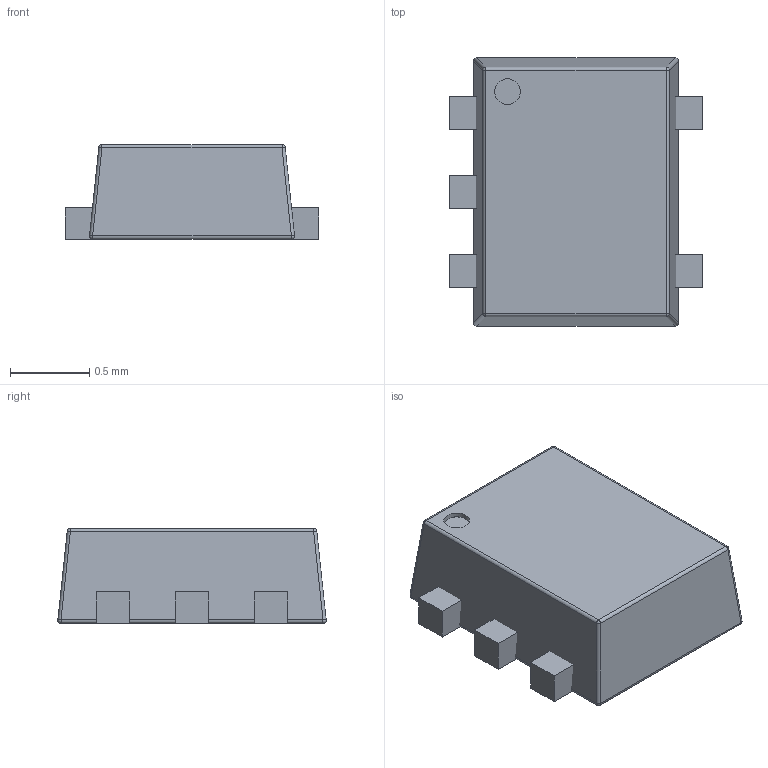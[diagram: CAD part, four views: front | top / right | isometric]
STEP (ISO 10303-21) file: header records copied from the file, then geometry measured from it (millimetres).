
FILE_DESCRIPTION(('Open CASCADE Model'),'2;1');
FILE_NAME('Open CASCADE Shape Model','2024-08-30T20:41:24',('Author'),( 'Open CASCADE'),'Open CASCADE STEP processor 6.8','Open CASCADE 6.8' ,'Unknown');
FILE_SCHEMA(('AUTOMOTIVE_DESIGN { 1 0 10303 214 1 1 1 1 }'));
Length unit declared in the file: millimetre
Products named in the file (7): PCB; Designator1; 9845247088; Open_CASCADE_STEP_translator_6.8_10.1; Body; Open_CASCADE_STEP_translator_6.8_10.2.1; lead
Assembly tree (9 placements, depth 4):
  PCB
  Designator1
    9845247088
      Open_CASCADE_STEP_translator_6.8_10.1
      Body
        Open_CASCADE_STEP_translator_6.8_10.2.1
      lead  x5
Bounding box: 1.6 x 1.7 x 0.6 mm (x, y, z)
Volume: 1.3 mm3; surface area: 8.7 mm2
Topology: 6 solids, 7 shells, 59 faces, 120 edges, 67 vertices
Faces by surface type: plane 38, cylinder 13, sphere 8
Full cylindrical faces by diameter (mm): 0.163 x1
Entity records: 1013 total; most frequent: DIRECTION 181, CARTESIAN_POINT 144, ORIENTED_EDGE 127, AXIS2_PLACEMENT_3D 72, EDGE_CURVE 64, LINE 37, VECTOR 37, FACE_BOUND 36
